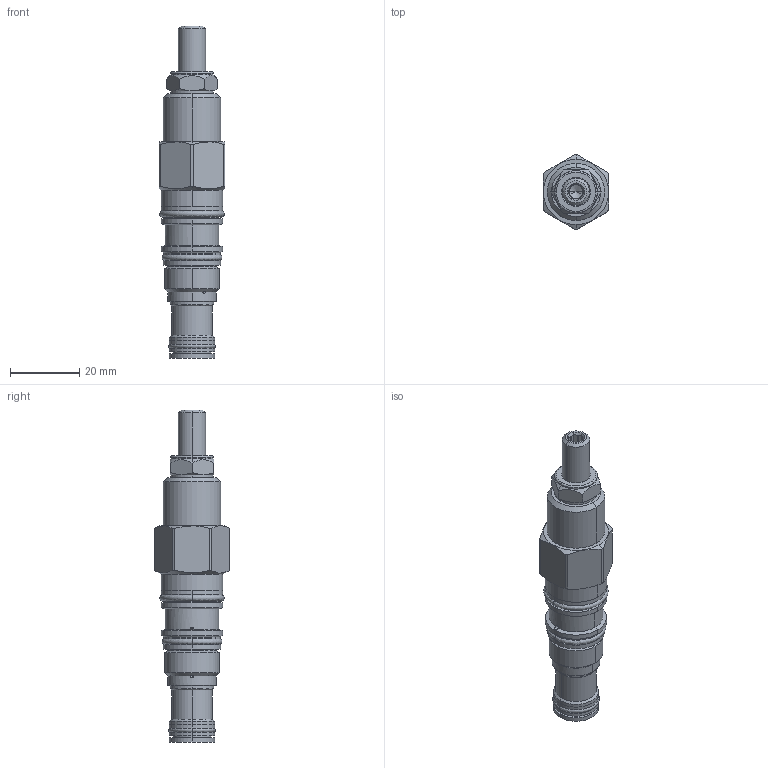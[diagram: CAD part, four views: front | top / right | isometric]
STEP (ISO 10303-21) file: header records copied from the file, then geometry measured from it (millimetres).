
FILE_DESCRIPTION((''),'2;1');
FILE_NAME('RVBA-LAN_PRT','2012-10-03T',('Administrator'),(''),'PRO/ENGINEER BY PARAMETRIC TECHNOLOGY CORPORATION, 2006240','PRO/ENGINEER BY PARAMETRIC TECHNOLOGY CORPORATION, 2006240','');
FILE_SCHEMA(('CONFIG_CONTROL_DESIGN'));
Length unit declared in the file: inch
Products named in the file (1): RVBA-LAN_PRT
Bounding box: 19.05 x 21.54 x 96.19 mm (x, y, z)
Volume: 17411.4 mm3; surface area: 6591.1 mm2
Topology: 4 solids, 5 shells, 190 faces, 436 edges, 262 vertices
Faces by surface type: cylinder 69, plane 49, cone 38, torus 22, revolution 12
Entity records: 6676 total; most frequent: CARTESIAN_POINT 2360, DIRECTION 922, ORIENTED_EDGE 864, EDGE_CURVE 432, AXIS2_PLACEMENT_3D 382, VERTEX_POINT 262, EDGE_LOOP 208, CIRCLE 204
